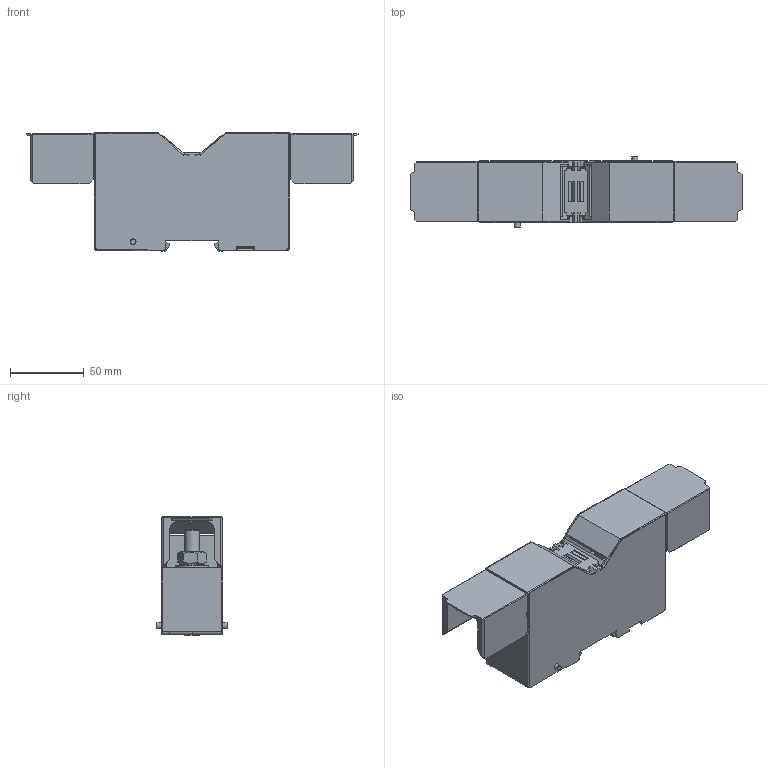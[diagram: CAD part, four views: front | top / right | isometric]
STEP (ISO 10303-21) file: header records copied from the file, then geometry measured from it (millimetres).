
FILE_DESCRIPTION(/* description */ ('Unknown'),/* implementation_level */ '2;1');
FILE_NAME(/* name */ '1SPT150XL_SOLID',/* time_stamp */ '2024-08-17T15:38:37+05:00',/* author */ ('Unknown'),/* organization */ ('Unknown'),/* preprocessor_version */ 'ST-DEVELOPER v16.7',/* originating_system */ 'Solid Edge',/* authorisation */ 'Unknown');
FILE_SCHEMA (('AUTOMOTIVE_DESIGN {1 0 10303 214 3 1 1}'));
Length unit declared in the file: millimetre
Products named in the file (1): 1SPT150XL_SOLID
Bounding box: 225.72 x 48 x 80.8 mm (x, y, z)
Volume: 321572.3 mm3; surface area: 82147 mm2
Topology: 1 solids, 13 shells, 964 faces, 2751 edges, 1819 vertices
Faces by surface type: plane 783, cylinder 155, cone 18, torus 8
Full cylindrical faces by diameter (mm): 4 x2, 9 x4, 10 x4, 11 x2, 11.3 x2, 11.8 x2, 13 x2, 22 x2
Entity records: 38017 total; most frequent: CARTESIAN_POINT 6376, ORIENTED_EDGE 5378, DIRECTION 4933, EDGE_CURVE 2689, LINE 1825, VECTOR 1825, VERTEX_POINT 1795, AXIS2_PLACEMENT_3D 1554
